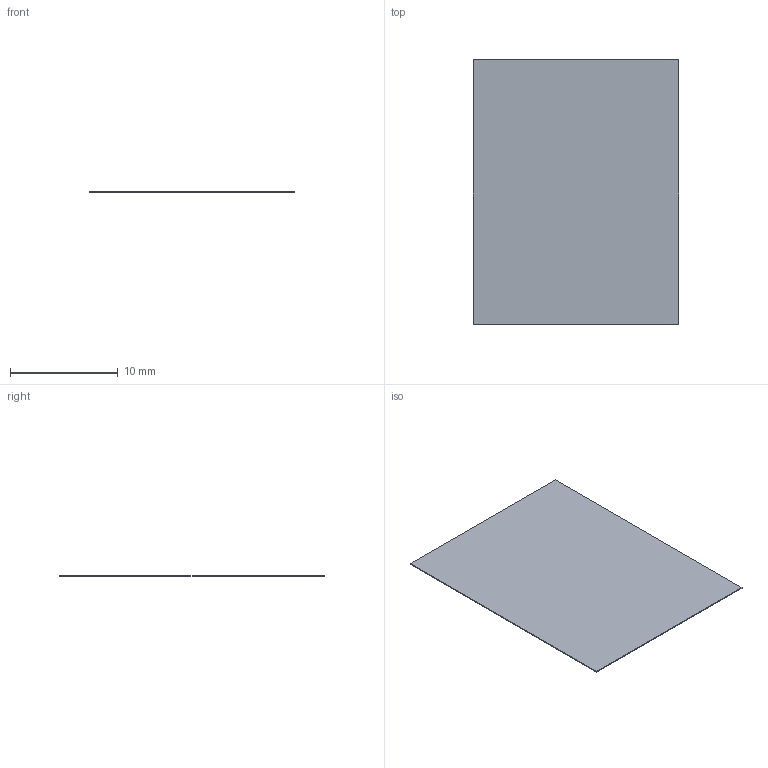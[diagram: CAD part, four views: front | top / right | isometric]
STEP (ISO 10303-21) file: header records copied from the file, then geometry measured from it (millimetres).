
FILE_DESCRIPTION(('CATIA V5R19 STEP'),'2;1');
FILE_NAME ('D1451712_0', '2015-10-28T09:32:10+00:00', ('Weidmueller Interface'), ('Weidmueller'), 'CATIA Version 5 Release 20 SP 5 (IN-10)', 'CATIA V5 STEP AP214', 'none');
FILE_SCHEMA(('AUTOMOTIVE_DESIGN { 1 0 10303 214 1 1 1 1 }'));
Length unit declared in the file: millimetre
Products named in the file (1): 61722_THM_WO_VIN_24-5X62
Bounding box: 19.05 x 24.5 x 0.08 mm (x, y, z)
Volume: 37.3 mm3; surface area: 940.4 mm2
Topology: 1 solids, 1 shells, 6 faces, 12 edges, 8 vertices
Faces by surface type: plane 6
Entity records: 222 total; most frequent: CARTESIAN_POINT 27, DIRECTION 24, ORIENTED_EDGE 24, VECTOR 12, EDGE_CURVE 12, LINE 12, VERTEX_POINT 8, AXIS2_PLACEMENT_3D 7
